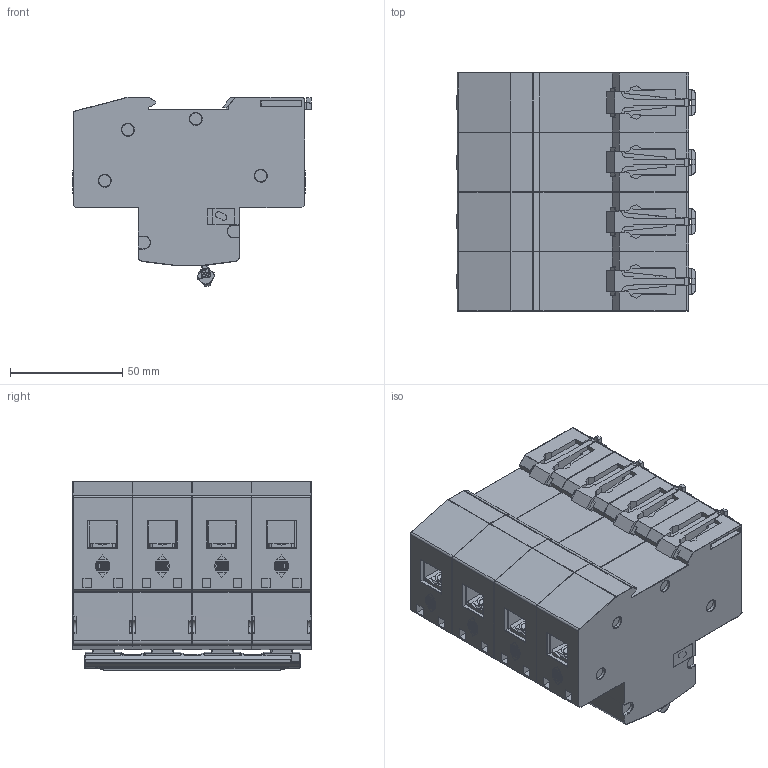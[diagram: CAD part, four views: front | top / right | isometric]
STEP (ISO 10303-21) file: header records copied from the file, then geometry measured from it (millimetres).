
FILE_DESCRIPTION (( 'STEP AP214' ), '1' );
FILE_NAME ('3d_4P.STEP', '2025-02-05T14:48:04', ( '' ), ( '' ), 'SwSTEP 2.0', 'SolidWorks 2022', '' );
FILE_SCHEMA (( 'AUTOMOTIVE_DESIGN' ));
Length unit declared in the file: millimetre
Products named in the file (1): 3d_4P
Bounding box: 106.2 x 106 x 84.18 mm (x, y, z)
Volume: 598918.1 mm3; surface area: 92558.4 mm2
Topology: 2 solids, 68 shells, 5417 faces, 14072 edges, 8954 vertices
Faces by surface type: plane 3309, cylinder 1451, torus 274, sphere 205, bspline 106, cone 72
Entity records: 181462 total; most frequent: CARTESIAN_POINT 43370, ORIENTED_EDGE 28056, DIRECTION 26771, EDGE_CURVE 14028, VECTOR 9915, LINE 9915, VERTEX_POINT 8954, AXIS2_PLACEMENT_3D 8428
